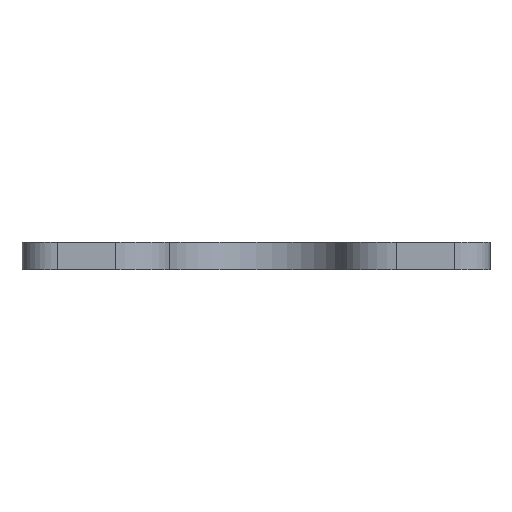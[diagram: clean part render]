
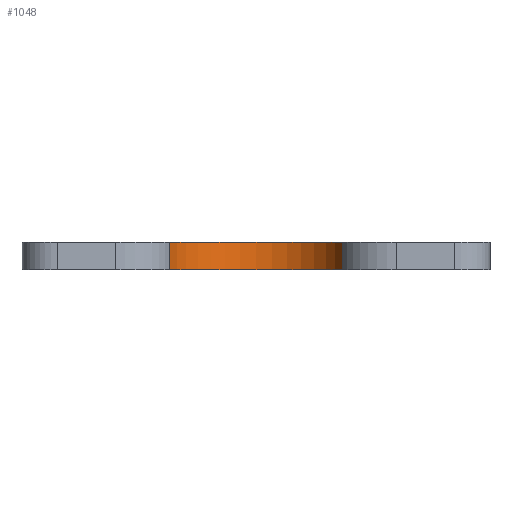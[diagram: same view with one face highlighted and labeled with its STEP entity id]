
A CAD part, front view. The second image highlights one B-rep face of the part: STEP entity #1048.
In plain terms, the highlighted cylindrical face has radius 16 mm (diameter 32 mm), a partial arc.
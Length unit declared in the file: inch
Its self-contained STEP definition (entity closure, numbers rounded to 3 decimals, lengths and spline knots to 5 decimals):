
#9 = EDGE_CURVE ( 'NONE', #368, #1562, #516, .T. ) ;
#31 = DIRECTION ( 'NONE',  ( 0., 0., -1. ) ) ;
#43 = ORIENTED_EDGE ( 'NONE', *, *, #9, .T. ) ;
#86 = LINE ( 'NONE', #380, #1952 ) ;
#116 = DIRECTION ( 'NONE',  ( 0., 0., 1. ) ) ;
#117 = DIRECTION ( 'NONE',  ( 0., 0., 1. ) ) ;
#166 = EDGE_LOOP ( 'NONE', ( #929, #321, #43, #1351 ) ) ;
#175 = DIRECTION ( 'NONE',  ( 0., 0., 1. ) ) ;
#185 = VERTEX_POINT ( 'NONE', #958 ) ;
#230 = VECTOR ( 'NONE', #31, 39.37008 ) ;
#259 = EDGE_CURVE ( 'NONE', #185, #928, #1300, .T. ) ;
#303 = FACE_OUTER_BOUND ( 'NONE', #166, .T. ) ;
#321 = ORIENTED_EDGE ( 'NONE', *, *, #1370, .T. ) ;
#328 = LINE ( 'NONE', #1684, #230 ) ;
#351 = CARTESIAN_POINT ( 'NONE',  ( -0.58147, -1.20785, 0.1875 ) ) ;
#352 = CARTESIAN_POINT ( 'NONE',  ( 0., -1.45013, 0. ) ) ;
#368 = VERTEX_POINT ( 'NONE', #1706 ) ;
#380 = CARTESIAN_POINT ( 'NONE',  ( 0.58147, -1.20785, 0. ) ) ;
#481 = AXIS2_PLACEMENT_3D ( 'NONE', #352, #175, #864 ) ;
#516 = CIRCLE ( 'NONE', #1229, 0.62992 ) ;
#631 = DIRECTION ( 'NONE',  ( -1., 0., 0. ) ) ;
#632 = DIRECTION ( 'NONE',  ( -1., 0., 0. ) ) ;
#864 = DIRECTION ( 'NONE',  ( 1., 0., 0. ) ) ;
#889 = DIRECTION ( 'NONE',  ( 0., 0., 1. ) ) ;
#928 = VERTEX_POINT ( 'NONE', #1656 ) ;
#929 = ORIENTED_EDGE ( 'NONE', *, *, #259, .F. ) ;
#958 = CARTESIAN_POINT ( 'NONE',  ( 0.58147, -1.20785, 0. ) ) ;
#1048 = ADVANCED_FACE ( 'NONE', ( #303 ), #1715, .F. ) ;
#1167 = EDGE_CURVE ( 'NONE', #1562, #928, #328, .T. ) ;
#1198 = AXIS2_PLACEMENT_3D ( 'NONE', #1650, #116, #631 ) ;
#1229 = AXIS2_PLACEMENT_3D ( 'NONE', #2117, #117, #632 ) ;
#1300 = CIRCLE ( 'NONE', #1198, 0.62992 ) ;
#1351 = ORIENTED_EDGE ( 'NONE', *, *, #1167, .T. ) ;
#1370 = EDGE_CURVE ( 'NONE', #185, #368, #86, .T. ) ;
#1562 = VERTEX_POINT ( 'NONE', #351 ) ;
#1650 = CARTESIAN_POINT ( 'NONE',  ( 0., -1.45013, 0. ) ) ;
#1656 = CARTESIAN_POINT ( 'NONE',  ( -0.58147, -1.20785, 0. ) ) ;
#1684 = CARTESIAN_POINT ( 'NONE',  ( -0.58147, -1.20785, 0. ) ) ;
#1706 = CARTESIAN_POINT ( 'NONE',  ( 0.58147, -1.20785, 0.1875 ) ) ;
#1715 = CYLINDRICAL_SURFACE ( 'NONE', #481, 0.62992 ) ;
#1952 = VECTOR ( 'NONE', #889, 39.37008 ) ;
#2117 = CARTESIAN_POINT ( 'NONE',  ( 0., -1.45013, 0.1875 ) ) ;
